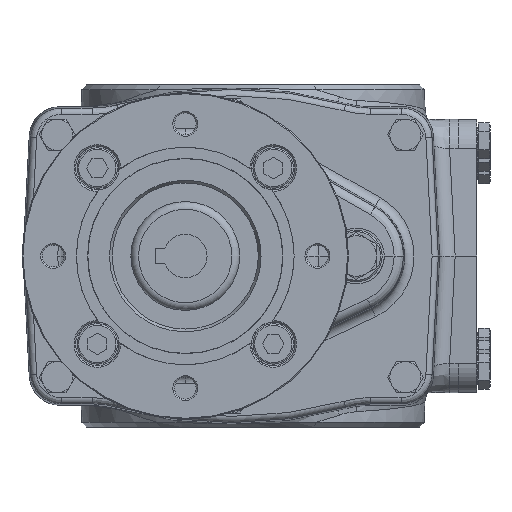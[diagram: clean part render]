
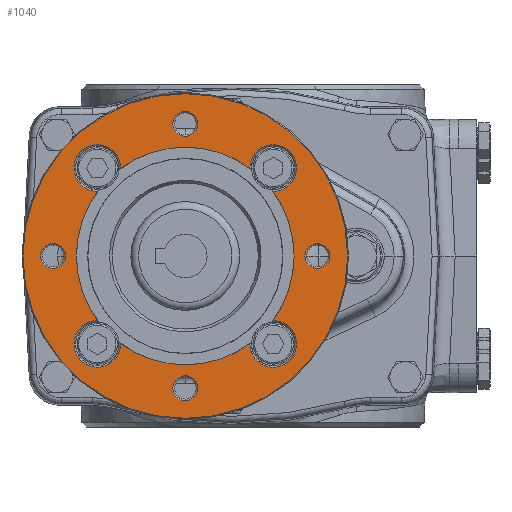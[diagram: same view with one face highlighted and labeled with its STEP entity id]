
A CAD part, left-side view. The second image highlights one B-rep face of the part: STEP entity #1040.
In plain terms, the highlighted planar face has unit normal (-1, 0, 0).
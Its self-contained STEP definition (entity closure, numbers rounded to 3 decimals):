
#1040 = ADVANCED_FACE( '', ( #2661, #2662, #2663, #2664, #2665, #2666 ), #2667, .T. );
#2661 = FACE_OUTER_BOUND( '', #6422, .T. );
#2662 = FACE_BOUND( '', #6423, .T. );
#2663 = FACE_BOUND( '', #6424, .T. );
#2664 = FACE_BOUND( '', #6425, .T. );
#2665 = FACE_BOUND( '', #6426, .T. );
#2666 = FACE_BOUND( '', #6427, .T. );
#2667 = PLANE( '', #6428 );
#6422 = EDGE_LOOP( '', ( #13428 ) );
#6423 = EDGE_LOOP( '', ( #13429 ) );
#6424 = EDGE_LOOP( '', ( #13430 ) );
#6425 = EDGE_LOOP( '', ( #13431 ) );
#6426 = EDGE_LOOP( '', ( #13432 ) );
#6427 = EDGE_LOOP( '', ( #13433, #13434, #13435, #13436, #13437, #13438, #13439, #13440 ) );
#6428 = AXIS2_PLACEMENT_3D( '', #13441, #13442, #13443 );
#13428 = ORIENTED_EDGE( '', *, *, #18189, .T. );
#13429 = ORIENTED_EDGE( '', *, *, #18190, .T. );
#13430 = ORIENTED_EDGE( '', *, *, #18066, .T. );
#13431 = ORIENTED_EDGE( '', *, *, #18191, .T. );
#13432 = ORIENTED_EDGE( '', *, *, #18192, .T. );
#13433 = ORIENTED_EDGE( '', *, *, #18193, .T. );
#13434 = ORIENTED_EDGE( '', *, *, #18194, .T. );
#13435 = ORIENTED_EDGE( '', *, *, #18195, .T. );
#13436 = ORIENTED_EDGE( '', *, *, #18196, .T. );
#13437 = ORIENTED_EDGE( '', *, *, #18197, .T. );
#13438 = ORIENTED_EDGE( '', *, *, #18198, .T. );
#13439 = ORIENTED_EDGE( '', *, *, #18199, .T. );
#13440 = ORIENTED_EDGE( '', *, *, #18200, .T. );
#13441 = CARTESIAN_POINT( '', ( -198.5, 74.3, 0. ) );
#13442 = DIRECTION( '', ( -1., 0., 0. ) );
#13443 = DIRECTION( '', ( 0., 1., 0. ) );
#18066 = EDGE_CURVE( '', #20634, #20634, #20635, .T. );
#18189 = EDGE_CURVE( '', #20829, #20829, #20830, .T. );
#18190 = EDGE_CURVE( '', #20831, #20831, #20832, .T. );
#18191 = EDGE_CURVE( '', #20833, #20833, #20834, .T. );
#18192 = EDGE_CURVE( '', #20835, #20835, #20836, .T. );
#18193 = EDGE_CURVE( '', #20837, #20838, #20839, .T. );
#18194 = EDGE_CURVE( '', #20838, #20840, #20841, .T. );
#18195 = EDGE_CURVE( '', #20840, #20842, #20843, .T. );
#18196 = EDGE_CURVE( '', #20842, #20844, #20845, .T. );
#18197 = EDGE_CURVE( '', #20844, #20846, #20847, .T. );
#18198 = EDGE_CURVE( '', #20846, #20848, #20849, .T. );
#18199 = EDGE_CURVE( '', #20848, #20850, #20851, .T. );
#18200 = EDGE_CURVE( '', #20850, #20837, #20852, .T. );
#20634 = VERTEX_POINT( '', #25571 );
#20635 = CIRCLE( '', #25572, 4. );
#20829 = VERTEX_POINT( '', #25975 );
#20830 = CIRCLE( '', #25976, 52.2 );
#20831 = VERTEX_POINT( '', #25977 );
#20832 = CIRCLE( '', #25978, 4. );
#20833 = VERTEX_POINT( '', #25979 );
#20834 = CIRCLE( '', #25980, 4. );
#20835 = VERTEX_POINT( '', #25981 );
#20836 = CIRCLE( '', #25982, 4. );
#20837 = VERTEX_POINT( '', #25983 );
#20838 = VERTEX_POINT( '', #25984 );
#20839 = CIRCLE( '', #25985, 35. );
#20840 = VERTEX_POINT( '', #25986 );
#20841 = CIRCLE( '', #25987, 7.5 );
#20842 = VERTEX_POINT( '', #25988 );
#20843 = CIRCLE( '', #25989, 35. );
#20844 = VERTEX_POINT( '', #25990 );
#20845 = CIRCLE( '', #25991, 7.5 );
#20846 = VERTEX_POINT( '', #25992 );
#20847 = CIRCLE( '', #25993, 35. );
#20848 = VERTEX_POINT( '', #25994 );
#20849 = CIRCLE( '', #25995, 7.5 );
#20850 = VERTEX_POINT( '', #25996 );
#20851 = CIRCLE( '', #25997, 35. );
#20852 = CIRCLE( '', #25998, 7.5 );
#25571 = CARTESIAN_POINT( '', ( -198.5, -20.7, -4. ) );
#25572 = AXIS2_PLACEMENT_3D( '', #30215, #30216, #30217 );
#25975 = CARTESIAN_POINT( '', ( -198.5, 74., 0. ) );
#25976 = AXIS2_PLACEMENT_3D( '', #30353, #30354, #30355 );
#25977 = CARTESIAN_POINT( '', ( -198.5, 17.8, 42.5 ) );
#25978 = AXIS2_PLACEMENT_3D( '', #30356, #30357, #30358 );
#25979 = CARTESIAN_POINT( '', ( -198.5, 25.8, -42.5 ) );
#25980 = AXIS2_PLACEMENT_3D( '', #30359, #30360, #30361 );
#25981 = CARTESIAN_POINT( '', ( -198.5, 64.3, 4. ) );
#25982 = AXIS2_PLACEMENT_3D( '', #30362, #30363, #30364 );
#25983 = CARTESIAN_POINT( '', ( -198.5, 49.96, -20.785 ) );
#25984 = CARTESIAN_POINT( '', ( -198.5, 49.96, 20.785 ) );
#25985 = AXIS2_PLACEMENT_3D( '', #30365, #30366, #30367 );
#25986 = CARTESIAN_POINT( '', ( -198.5, 42.585, 28.16 ) );
#25987 = AXIS2_PLACEMENT_3D( '', #30368, #30369, #30370 );
#25988 = CARTESIAN_POINT( '', ( -198.5, 1.015, 28.16 ) );
#25989 = AXIS2_PLACEMENT_3D( '', #30371, #30372, #30373 );
#25990 = CARTESIAN_POINT( '', ( -198.5, -6.36, 20.785 ) );
#25991 = AXIS2_PLACEMENT_3D( '', #30374, #30375, #30376 );
#25992 = CARTESIAN_POINT( '', ( -198.5, -6.36, -20.785 ) );
#25993 = AXIS2_PLACEMENT_3D( '', #30377, #30378, #30379 );
#25994 = CARTESIAN_POINT( '', ( -198.5, 1.015, -28.16 ) );
#25995 = AXIS2_PLACEMENT_3D( '', #30380, #30381, #30382 );
#25996 = CARTESIAN_POINT( '', ( -198.5, 42.585, -28.16 ) );
#25997 = AXIS2_PLACEMENT_3D( '', #30383, #30384, #30385 );
#25998 = AXIS2_PLACEMENT_3D( '', #30386, #30387, #30388 );
#30215 = CARTESIAN_POINT( '', ( -198.5, -20.7, 0. ) );
#30216 = DIRECTION( '', ( 1., 0., 0. ) );
#30217 = DIRECTION( '', ( 0., 0., -1. ) );
#30353 = CARTESIAN_POINT( '', ( -198.5, 21.8, 0. ) );
#30354 = DIRECTION( '', ( -1., 0., 0. ) );
#30355 = DIRECTION( '', ( 0., 1., 0. ) );
#30356 = CARTESIAN_POINT( '', ( -198.5, 21.8, 42.5 ) );
#30357 = DIRECTION( '', ( 1., 0., 0. ) );
#30358 = DIRECTION( '', ( 0., -1., 0. ) );
#30359 = CARTESIAN_POINT( '', ( -198.5, 21.8, -42.5 ) );
#30360 = DIRECTION( '', ( 1., 0., 0. ) );
#30361 = DIRECTION( '', ( 0., 1., 0. ) );
#30362 = CARTESIAN_POINT( '', ( -198.5, 64.3, 0. ) );
#30363 = DIRECTION( '', ( 1., 0., 0. ) );
#30364 = DIRECTION( '', ( 0., 0., 1. ) );
#30365 = CARTESIAN_POINT( '', ( -198.5, 21.8, 0. ) );
#30366 = DIRECTION( '', ( 1., 0., 0. ) );
#30367 = DIRECTION( '', ( 0., -1., 0. ) );
#30368 = CARTESIAN_POINT( '', ( -198.5, 50.084, 28.284 ) );
#30369 = DIRECTION( '', ( 1., 0., 0. ) );
#30370 = DIRECTION( '', ( 0., -1., 0. ) );
#30371 = CARTESIAN_POINT( '', ( -198.5, 21.8, 0. ) );
#30372 = DIRECTION( '', ( 1., 0., 0. ) );
#30373 = DIRECTION( '', ( 0., -1., 0. ) );
#30374 = CARTESIAN_POINT( '', ( -198.5, -6.484, 28.284 ) );
#30375 = DIRECTION( '', ( 1., 0., 0. ) );
#30376 = DIRECTION( '', ( 0., 0., -1. ) );
#30377 = CARTESIAN_POINT( '', ( -198.5, 21.8, 0. ) );
#30378 = DIRECTION( '', ( 1., 0., 0. ) );
#30379 = DIRECTION( '', ( 0., -1., 0. ) );
#30380 = CARTESIAN_POINT( '', ( -198.5, -6.484, -28.284 ) );
#30381 = DIRECTION( '', ( 1., 0., 0. ) );
#30382 = DIRECTION( '', ( 0., 1., 0. ) );
#30383 = CARTESIAN_POINT( '', ( -198.5, 21.8, 0. ) );
#30384 = DIRECTION( '', ( 1., 0., 0. ) );
#30385 = DIRECTION( '', ( 0., -1., 0. ) );
#30386 = CARTESIAN_POINT( '', ( -198.5, 50.084, -28.284 ) );
#30387 = DIRECTION( '', ( 1., 0., 0. ) );
#30388 = DIRECTION( '', ( 0., 0., 1. ) );
